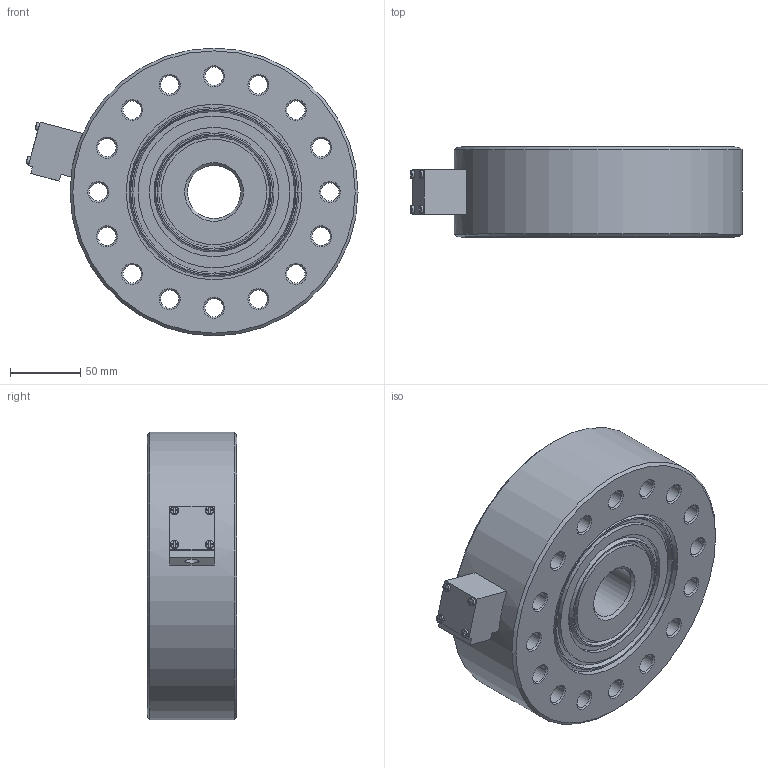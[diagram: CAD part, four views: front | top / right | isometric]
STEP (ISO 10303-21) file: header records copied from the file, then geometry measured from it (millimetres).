
FILE_DESCRIPTION(/* description */ (''),/* implementation_level */ '2;1');
FILE_NAME(/* name */ '363YH-50t v1.step',/* time_stamp */ '2020-01-21T14:50:12-08:00',/* author */ (''),/* organization */ (''),/* preprocessor_version */ 'ST-DEVELOPER v18',/* originating_system */ 'Autodesk Translation Framework v8.12.0.6',/* authorisation */ '');
FILE_SCHEMA (('AUTOMOTIVE_DESIGN { 1 0 10303 214 3 1 1 }'));
Length unit declared in the file: millimetre
Products named in the file (1): 363YH-50t
Bounding box: 236.38 x 64 x 205 mm (x, y, z)
Volume: 1876694.7 mm3; surface area: 166489.8 mm2
Topology: 1 solids, 1 shells, 159 faces, 469 edges, 338 vertices
Faces by surface type: plane 80, cone 44, cylinder 31, bspline 4
Full cylindrical faces by diameter (mm): 5.6 x4, 10 x1, 13 x16, 37.8 x1, 75 x2, 92 x2, 108 x2, 125 x2, 205 x1
Entity records: 6540 total; most frequent: CARTESIAN_POINT 2013, DIRECTION 949, ORIENTED_EDGE 938, EDGE_CURVE 469, AXIS2_PLACEMENT_3D 378, VERTEX_POINT 338, CIRCLE 222, EDGE_LOOP 219
